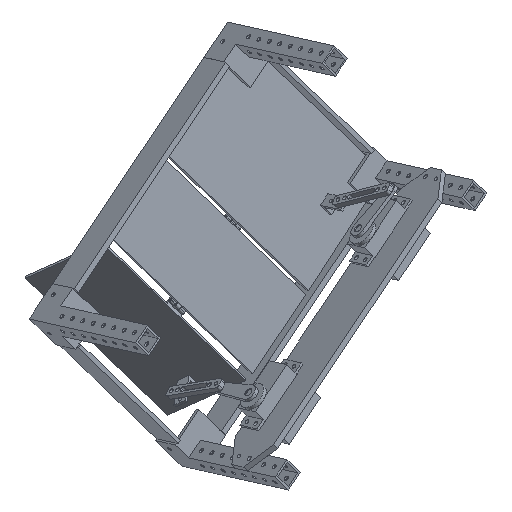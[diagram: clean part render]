
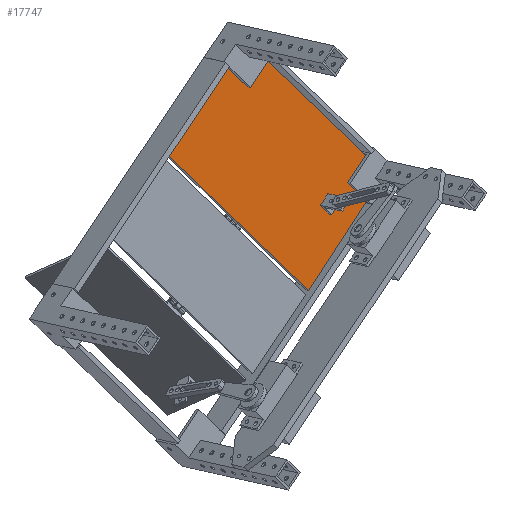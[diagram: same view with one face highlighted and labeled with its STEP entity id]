
A CAD part, isometric view. The second image highlights one B-rep face of the part: STEP entity #17747.
In plain terms, the highlighted free-form (B-spline) face has degree [1, 1] with [2, 2] control points.
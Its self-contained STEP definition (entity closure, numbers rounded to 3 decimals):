
#17565 = EDGE_CURVE('',#17566,#17568,#17570,.T.);
#17566 = VERTEX_POINT('',#17567);
#17567 = CARTESIAN_POINT('',(425.661,206.11,
    321.114));
#17568 = VERTEX_POINT('',#17569);
#17569 = CARTESIAN_POINT('',(541.035,125.4,
    140.397));
#17570 = B_SPLINE_CURVE_WITH_KNOTS('',1,(#17571,#17572),.UNSPECIFIED.,
  .F.,.F.,(2,2),(-160.,-0.),.PIECEWISE_BEZIER_KNOTS.);
#17571 = CARTESIAN_POINT('',(425.661,206.11,
    321.114));
#17572 = CARTESIAN_POINT('',(541.035,125.4,
    140.397));
#17601 = EDGE_CURVE('',#17568,#17602,#17604,.T.);
#17602 = VERTEX_POINT('',#17603);
#17603 = CARTESIAN_POINT('',(419.078,108.165,
    70.235));
#17604 = B_SPLINE_CURVE_WITH_KNOTS('',1,(#17605,#17606),.UNSPECIFIED.,
  .F.,.F.,(2,2),(-99.,-0.),.PIECEWISE_BEZIER_KNOTS.);
#17605 = CARTESIAN_POINT('',(541.035,125.4,
    140.397));
#17606 = CARTESIAN_POINT('',(419.078,108.165,
    70.235));
#17658 = EDGE_CURVE('',#17602,#17659,#17661,.T.);
#17659 = VERTEX_POINT('',#17660);
#17660 = CARTESIAN_POINT('',(303.704,188.874,
    250.951));
#17661 = B_SPLINE_CURVE_WITH_KNOTS('',1,(#17662,#17663),.UNSPECIFIED.,
  .F.,.F.,(2,2),(0.,160.),.PIECEWISE_BEZIER_KNOTS.);
#17662 = CARTESIAN_POINT('',(419.078,108.165,
    70.235));
#17663 = CARTESIAN_POINT('',(303.704,188.874,
    250.951));
#17699 = EDGE_CURVE('',#17659,#17566,#17700,.T.);
#17700 = B_SPLINE_CURVE_WITH_KNOTS('',1,(#17701,#17702),.UNSPECIFIED.,
  .F.,.F.,(2,2),(0.,99.),.PIECEWISE_BEZIER_KNOTS.);
#17701 = CARTESIAN_POINT('',(303.704,188.874,
    250.951));
#17702 = CARTESIAN_POINT('',(425.661,206.11,
    321.114));
#17747 = ADVANCED_FACE('',(#17748),#17754,.F.);
#17748 = FACE_BOUND('',#17749,.T.);
#17749 = EDGE_LOOP('',(#17750,#17751,#17752,#17753));
#17750 = ORIENTED_EDGE('',*,*,#17565,.F.);
#17751 = ORIENTED_EDGE('',*,*,#17699,.F.);
#17752 = ORIENTED_EDGE('',*,*,#17658,.F.);
#17753 = ORIENTED_EDGE('',*,*,#17601,.F.);
#17754 = B_SPLINE_SURFACE_WITH_KNOTS('',1,1,(
    (#17755,#17756)
    ,(#17757,#17758
    )),.UNSPECIFIED.,.F.,.F.,.F.,(2,2),(2,2),(-80.,80.),(-49.5,49.5),
  .PIECEWISE_BEZIER_KNOTS.);
#17755 = CARTESIAN_POINT('',(419.078,108.165,
    70.235));
#17756 = CARTESIAN_POINT('',(541.035,125.4,
    140.397));
#17757 = CARTESIAN_POINT('',(303.704,188.874,
    250.951));
#17758 = CARTESIAN_POINT('',(425.661,206.11,
    321.114));
